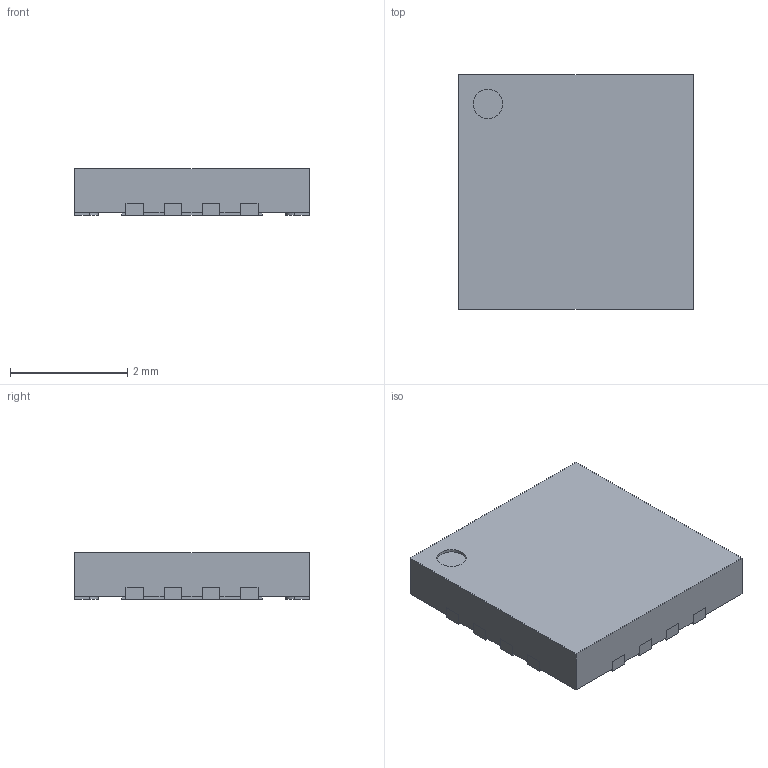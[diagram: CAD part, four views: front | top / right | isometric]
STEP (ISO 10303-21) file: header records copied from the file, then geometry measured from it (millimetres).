
FILE_DESCRIPTION((''),'2;1');
FILE_NAME('QFN65P400X400X80-17N-S240.stp','2013-10-07T16:34:57',(''),(''),'Mechanical Desktop 2011','Mechanical Desktop 2011',', , ');
FILE_SCHEMA(('AUTOMOTIVE_DESIGN { 1 2 10303 214 1 1 1 1 }'));
Length unit declared in the file: millimetre
Products named in the file (1): Product
Bounding box: 4 x 4 x 0.8 mm (x, y, z)
Volume: 12.4 mm3; surface area: 65.3 mm2
Topology: 18 solids, 18 shells, 175 faces, 414 edges, 276 vertices
Faces by surface type: bspline 80, plane 77, cylinder 18
Entity records: 5239 total; most frequent: CARTESIAN_POINT 1330, ORIENTED_EDGE 828, DIRECTION 674, EDGE_CURVE 414, VECTOR 346, LINE 346, VERTEX_POINT 276, EDGE_LOOP 176
